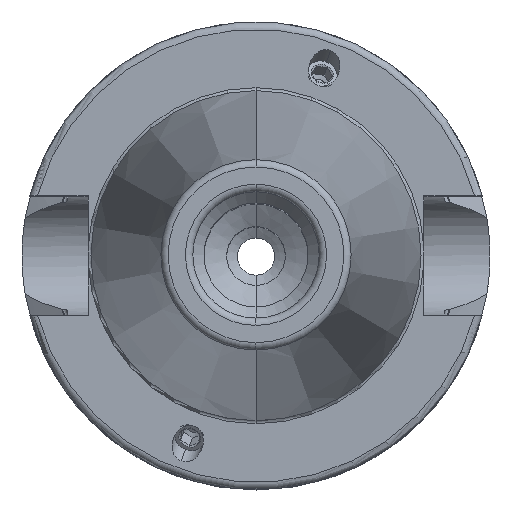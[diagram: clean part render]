
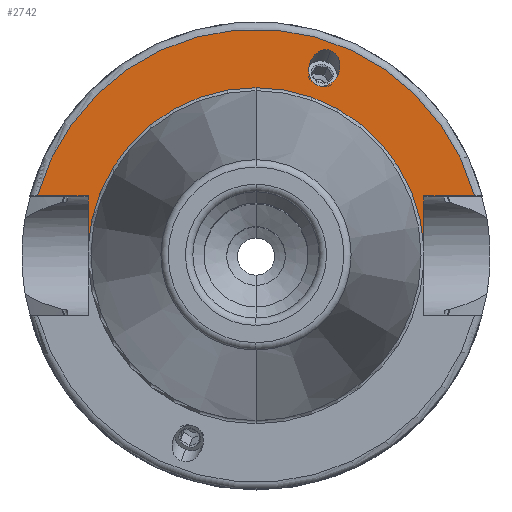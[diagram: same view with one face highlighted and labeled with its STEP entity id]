
A CAD part, top view. The second image highlights one B-rep face of the part: STEP entity #2742.
In plain terms, the highlighted planar face has unit normal (0, 0, 1).
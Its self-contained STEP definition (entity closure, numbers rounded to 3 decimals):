
#213=DIRECTION('',(0,1,0));
#214=VECTOR('',#213,6.987);
#215=CARTESIAN_POINT('',(-22.6,1.063,25));
#216=LINE('',#215,#214);
#217=DIRECTION('',(1,0,0));
#218=VECTOR('',#217,6.818);
#219=CARTESIAN_POINT('',(-29.418,8.05,25));
#220=LINE('',#219,#218);
#221=DIRECTION('',(-1,0,0));
#222=VECTOR('',#221,6.818);
#223=CARTESIAN_POINT('',(29.418,8.05,25));
#224=LINE('',#223,#222);
#225=DIRECTION('',(0,-1,0));
#226=VECTOR('',#225,6.987);
#227=CARTESIAN_POINT('',(22.6,8.05,25));
#228=LINE('',#227,#226);
#229=CARTESIAN_POINT('',(10.056,27.629,25));
#230=CARTESIAN_POINT('',(10.283,27.547,25));
#231=CARTESIAN_POINT('',(10.737,27.268,25));
#232=CARTESIAN_POINT('',(11.226,26.479,25));
#233=CARTESIAN_POINT('',(11.341,25.65,25));
#234=CARTESIAN_POINT('',(11.261,25.009,25));
#235=CARTESIAN_POINT('',(11.137,24.573,25));
#236=CARTESIAN_POINT('',(10.952,24.159,25));
#237=CARTESIAN_POINT('',(10.601,23.617,25));
#238=CARTESIAN_POINT('',(9.98,23.055,25));
#239=CARTESIAN_POINT('',(9.098,22.765,25));
#240=CARTESIAN_POINT('',(8.571,22.843,25));
#241=CARTESIAN_POINT('',(8.344,22.926,25));
#243=CARTESIAN_POINT('',(8.344,22.926,25));
#244=CARTESIAN_POINT('',(8.117,23.009,25));
#245=CARTESIAN_POINT('',(7.663,23.288,25));
#246=CARTESIAN_POINT('',(7.174,24.076,25));
#247=CARTESIAN_POINT('',(7.06,24.906,25));
#248=CARTESIAN_POINT('',(7.14,25.547,25));
#249=CARTESIAN_POINT('',(7.264,25.983,25));
#250=CARTESIAN_POINT('',(7.449,26.396,25));
#251=CARTESIAN_POINT('',(7.8,26.939,25));
#252=CARTESIAN_POINT('',(8.421,27.5,25));
#253=CARTESIAN_POINT('',(9.302,27.79,25));
#254=CARTESIAN_POINT('',(9.829,27.712,25));
#255=CARTESIAN_POINT('',(10.056,27.629,25));
#801=CARTESIAN_POINT('',(0,0,25));
#802=DIRECTION('',(0,0,1));
#803=DIRECTION('',(0.965,0.264,0));
#804=AXIS2_PLACEMENT_3D('',#801,#802,#803);
#855=CARTESIAN_POINT('',(0,0,25));
#856=DIRECTION('',(0,0,-1));
#857=DIRECTION('',(0,1,0));
#858=AXIS2_PLACEMENT_3D('',#855,#856,#857);
#866=CARTESIAN_POINT('',(0,0,25));
#867=DIRECTION('',(0,0,1));
#868=DIRECTION('',(0,1,0));
#869=AXIS2_PLACEMENT_3D('',#866,#867,#868);
#2222=CARTESIAN_POINT('',(-22.6,1.063,25));
#2223=CARTESIAN_POINT('',(-22.6,8.05,25));
#2224=VERTEX_POINT('',#2222);
#2225=VERTEX_POINT('',#2223);
#2226=CARTESIAN_POINT('',(-29.418,8.05,25));
#2227=VERTEX_POINT('',#2226);
#2228=CARTESIAN_POINT('',(22.6,8.05,25));
#2229=CARTESIAN_POINT('',(22.6,1.063,25));
#2230=VERTEX_POINT('',#2228);
#2231=VERTEX_POINT('',#2229);
#2238=CARTESIAN_POINT('',(29.418,8.05,25));
#2239=VERTEX_POINT('',#2238);
#2286=CARTESIAN_POINT('',(0,22.625,25));
#2288=VERTEX_POINT('',#2286);
#2304=VERTEX_POINT('',#229);
#2305=VERTEX_POINT('',#241);
#2715=CARTESIAN_POINT('',(0,0,25));
#2716=DIRECTION('',(0,0,-1));
#2717=DIRECTION('',(0,-1,0));
#2718=AXIS2_PLACEMENT_3D('',#2715,#2716,#2717);
#2719=PLANE('',#2718);
#2721=ORIENTED_EDGE('',*,*,#2720,.T.);
#2723=ORIENTED_EDGE('',*,*,#2722,.F.);
#2725=ORIENTED_EDGE('',*,*,#2724,.F.);
#2727=ORIENTED_EDGE('',*,*,#2726,.T.);
#2729=ORIENTED_EDGE('',*,*,#2728,.T.);
#2731=ORIENTED_EDGE('',*,*,#2730,.F.);
#2733=ORIENTED_EDGE('',*,*,#2732,.T.);
#2734=EDGE_LOOP('',(#2721,#2723,#2725,#2727,#2729,#2731,#2733));
#2735=FACE_OUTER_BOUND('',#2734,.F.);
#2737=ORIENTED_EDGE('',*,*,#2736,.F.);
#2739=ORIENTED_EDGE('',*,*,#2738,.F.);
#2740=EDGE_LOOP('',(#2737,#2739));
#2741=FACE_BOUND('',#2740,.F.);
#2742=ADVANCED_FACE('',(#2735,#2741),#2719,.F.);
#242=B_SPLINE_CURVE_WITH_KNOTS('',3,(#229,#230,#231,#232,#233,#234,#235,#236,
#237,#238,#239,#240,#241),.UNSPECIFIED.,.F.,.F.,(4,1,1,1,1,1,1,1,1,1,4),(0,
0.125,0.25,0.375,0.438,0.5,0.563,0.625,0.75,0.875,1),
.UNSPECIFIED.);
#256=B_SPLINE_CURVE_WITH_KNOTS('',3,(#243,#244,#245,#246,#247,#248,#249,#250,
#251,#252,#253,#254,#255),.UNSPECIFIED.,.F.,.F.,(4,1,1,1,1,1,1,1,1,1,4),(0,
0.125,0.25,0.375,0.438,0.5,0.563,0.625,0.75,0.875,1),
.UNSPECIFIED.);
#805=CIRCLE('',#804,30.5);
#859=CIRCLE('',#858,22.625);
#870=CIRCLE('',#869,22.625);
#2720=EDGE_CURVE('',#2224,#2225,#216,.T.);
#2722=EDGE_CURVE('',#2227,#2225,#220,.T.);
#2724=EDGE_CURVE('',#2239,#2227,#805,.T.);
#2726=EDGE_CURVE('',#2239,#2230,#224,.T.);
#2728=EDGE_CURVE('',#2230,#2231,#228,.T.);
#2730=EDGE_CURVE('',#2288,#2231,#859,.T.);
#2732=EDGE_CURVE('',#2288,#2224,#870,.T.);
#2736=EDGE_CURVE('',#2304,#2305,#242,.T.);
#2738=EDGE_CURVE('',#2305,#2304,#256,.T.);
